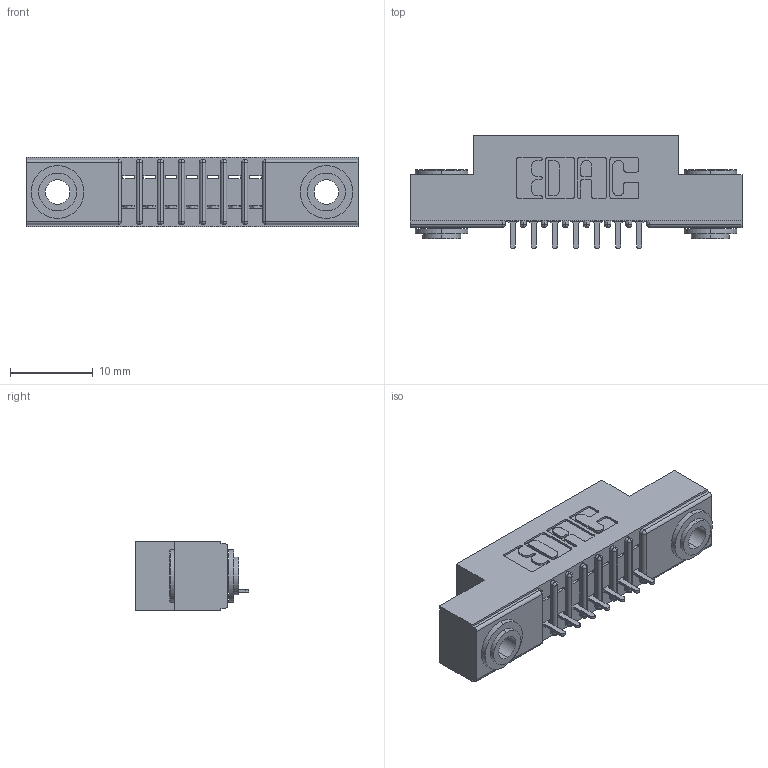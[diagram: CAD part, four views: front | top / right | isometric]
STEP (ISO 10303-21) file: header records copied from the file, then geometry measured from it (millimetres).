
FILE_DESCRIPTION (( 'STEP AP203' ), '1' );
FILE_NAME ('341-007-524-103.STEP', '2019-08-09T15:53:04', ( '' ), ( '' ), 'SwSTEP 2.0', 'SolidWorks 2016', '' );
FILE_SCHEMA (( 'CONFIG_CONTROL_DESIGN' ));
Length unit declared in the file: inch
Products named in the file (4): 341-292-001_341-292-124; 345-250-002_345-250-002-102; 341-007-524-103; 341 Part_.156 (3.96) Dia Mounting Holes
Assembly tree (10 placements, depth 2):
  341-007-524-103
    341 Part_.156 (3.96) Dia Mounting Holes
    341-292-001_341-292-124  x7
    345-250-002_345-250-002-102  x2
Bounding box: 40.01 x 13.64 x 8.38 mm (x, y, z)
Volume: 2269 mm3; surface area: 3699.8 mm2
Topology: 10 solids, 10 shells, 742 faces, 2087 edges, 1342 vertices
Faces by surface type: plane 449, cylinder 257, sphere 16, torus 12, cone 8
Entity records: 13975 total; most frequent: CARTESIAN_POINT 2335, ORIENTED_EDGE 2314, DIRECTION 2299, EDGE_CURVE 1157, VECTOR 887, LINE 887, VERTEX_POINT 742, AXIS2_PLACEMENT_3D 706
